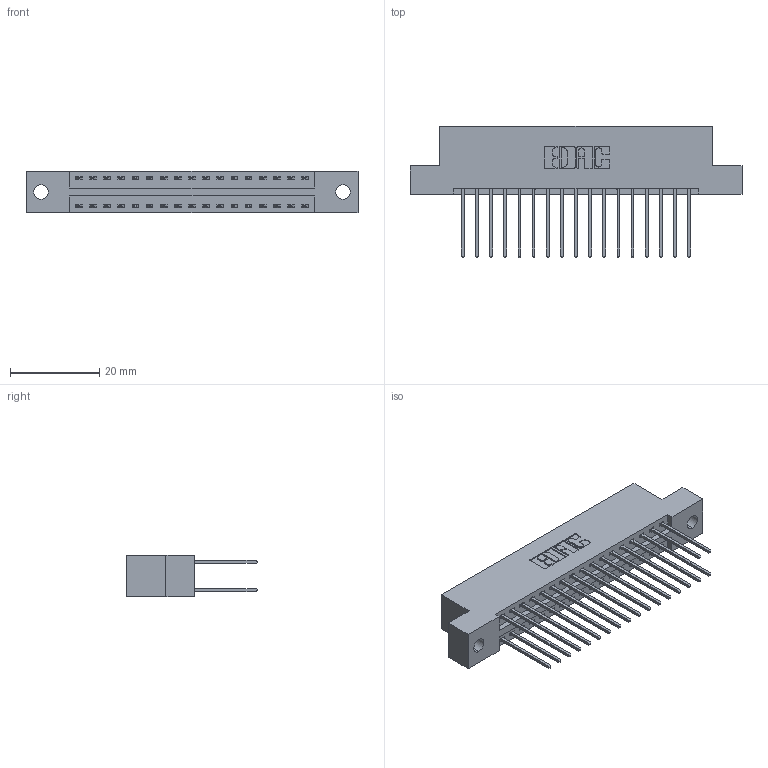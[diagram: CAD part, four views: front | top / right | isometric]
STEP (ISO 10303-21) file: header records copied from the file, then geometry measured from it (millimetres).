
FILE_DESCRIPTION (( 'STEP AP203' ), '1' );
FILE_NAME ('346-034-540-202.STEP', '2022-05-19T19:41:27', ( '' ), ( '' ), 'SwSTEP 2.0', 'SolidWorks 2020', '' );
FILE_SCHEMA (( 'CONFIG_CONTROL_DESIGN' ));
Length unit declared in the file: inch
Products named in the file (3): 346 Part_Flush Mounting Lugs - 0.128 Dia; 346-034-540-202; 345-292-001_345-293-140
Assembly tree (35 placements, depth 2):
  346-034-540-202
    346 Part_Flush Mounting Lugs - 0.128 Dia
    345-292-001_345-293-140  x34
Bounding box: 74.55 x 29.46 x 9.4 mm (x, y, z)
Volume: 7167.5 mm3; surface area: 9799.7 mm2
Topology: 35 solids, 35 shells, 1890 faces, 5599 edges, 3686 vertices
Faces by surface type: plane 1266, cylinder 624
Entity records: 14481 total; most frequent: CARTESIAN_POINT 2420, ORIENTED_EDGE 2354, DIRECTION 2185, EDGE_CURVE 1177, LINE 977, VECTOR 977, VERTEX_POINT 782, AXIS2_PLACEMENT_3D 604
